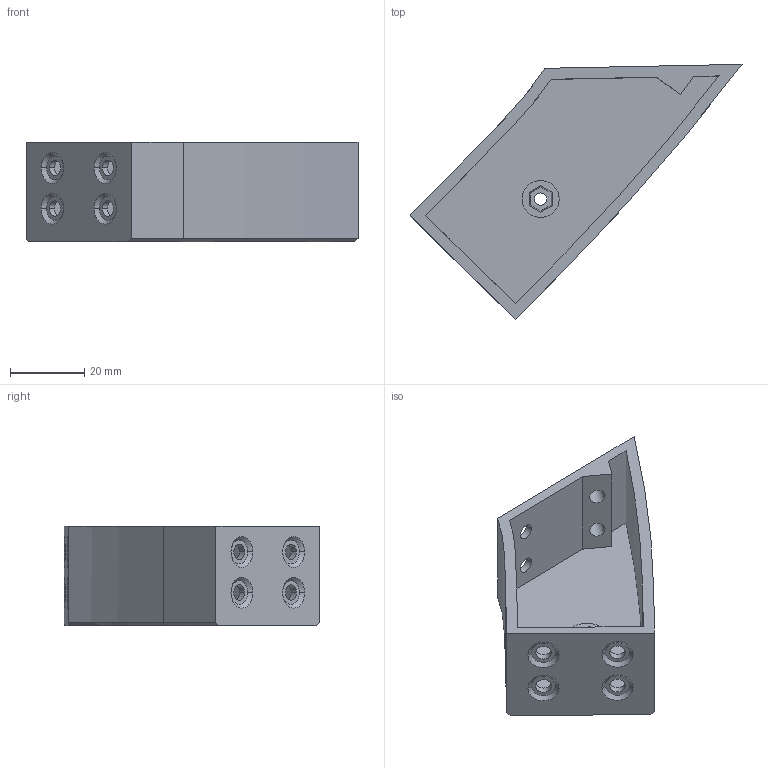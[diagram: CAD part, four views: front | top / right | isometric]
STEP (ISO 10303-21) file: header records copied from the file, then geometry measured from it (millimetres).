
FILE_DESCRIPTION (( 'STEP AP214' ), '1' );
FILE_NAME ('Wing Mirror Long.STEP', '2014-02-23T20:33:07', ( '' ), ( '' ), 'SwSTEP 2.0', 'SolidWorks 2011', '' );
FILE_SCHEMA (( 'AUTOMOTIVE_DESIGN' ));
Length unit declared in the file: millimetre
Products named in the file (1): Wing Mirror Long
Bounding box: 89.72 x 68.95 x 27 mm (x, y, z)
Volume: 25084.7 mm3; surface area: 17872.3 mm2
Topology: 1 solids, 1 shells, 78 faces, 193 edges, 128 vertices
Faces by surface type: plane 36, cylinder 22, cone 17, bspline 3
Entity records: 2472 total; most frequent: CARTESIAN_POINT 505, DIRECTION 406, ORIENTED_EDGE 386, EDGE_CURVE 193, AXIS2_PLACEMENT_3D 149, VERTEX_POINT 128, LINE 108, VECTOR 108
